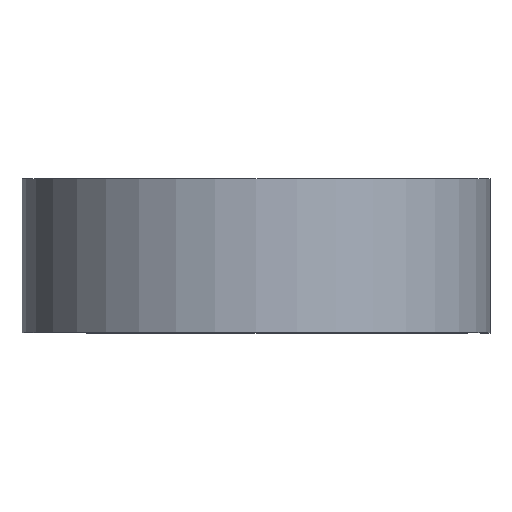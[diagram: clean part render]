
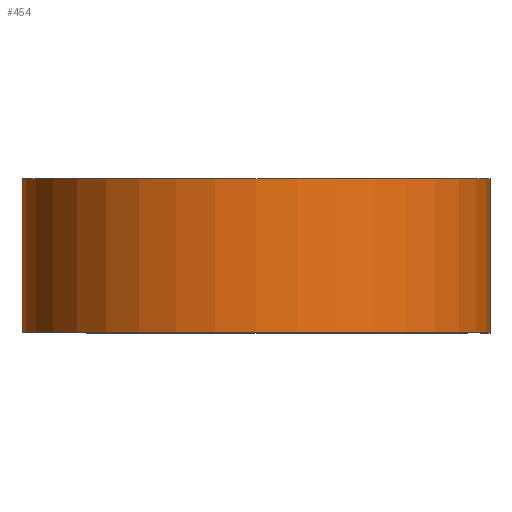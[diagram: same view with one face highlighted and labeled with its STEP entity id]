
A CAD part, top view. The second image highlights one B-rep face of the part: STEP entity #454.
In plain terms, the highlighted cylindrical face has radius 28.994 mm (diameter 57.988 mm), a partial arc.
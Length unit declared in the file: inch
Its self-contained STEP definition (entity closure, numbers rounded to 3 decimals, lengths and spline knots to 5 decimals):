
#57 = EDGE_CURVE ( 'NONE', #131, #337, #606, .T. ) ;
#112 = ORIENTED_EDGE ( 'NONE', *, *, #431, .F. ) ;
#119 = VECTOR ( 'NONE', #298, 39.37008 ) ;
#122 = LINE ( 'NONE', #251, #119 ) ;
#126 = CYLINDRICAL_SURFACE ( 'NONE', #468, 1.1415 ) ;
#127 = VERTEX_POINT ( 'NONE', #473 ) ;
#131 = VERTEX_POINT ( 'NONE', #235 ) ;
#146 = FACE_OUTER_BOUND ( 'NONE', #418, .T. ) ;
#149 = VECTOR ( 'NONE', #288, 39.37008 ) ;
#170 = LINE ( 'NONE', #673, #149 ) ;
#193 = CIRCLE ( 'NONE', #316, 1.1415 ) ;
#234 = CARTESIAN_POINT ( 'NONE',  ( 1.1415, 0.375, 0. ) ) ;
#235 = CARTESIAN_POINT ( 'NONE',  ( 0., 0.375, -1.1415 ) ) ;
#251 = CARTESIAN_POINT ( 'NONE',  ( 0., 0.375, -1.1415 ) ) ;
#254 = DIRECTION ( 'NONE',  ( 0., 0., -1. ) ) ;
#275 = ORIENTED_EDGE ( 'NONE', *, *, #485, .T. ) ;
#288 = DIRECTION ( 'NONE',  ( 0., -1., 0. ) ) ;
#298 = DIRECTION ( 'NONE',  ( 0., -1., 0. ) ) ;
#313 = ORIENTED_EDGE ( 'NONE', *, *, #730, .T. ) ;
#316 = AXIS2_PLACEMENT_3D ( 'NONE', #701, #705, #371 ) ;
#337 = VERTEX_POINT ( 'NONE', #234 ) ;
#371 = DIRECTION ( 'NONE',  ( 1., 0., 0. ) ) ;
#389 = CARTESIAN_POINT ( 'NONE',  ( 0., -0.375, -1.1415 ) ) ;
#418 = EDGE_LOOP ( 'NONE', ( #313, #112, #717, #275 ) ) ;
#426 = VERTEX_POINT ( 'NONE', #389 ) ;
#431 = EDGE_CURVE ( 'NONE', #337, #127, #170, .T. ) ;
#454 = ADVANCED_FACE ( 'NONE', ( #146 ), #126, .T. ) ;
#468 = AXIS2_PLACEMENT_3D ( 'NONE', #614, #566, #254 ) ;
#473 = CARTESIAN_POINT ( 'NONE',  ( 1.1415, -0.375, 0. ) ) ;
#485 = EDGE_CURVE ( 'NONE', #131, #426, #122, .T. ) ;
#532 = DIRECTION ( 'NONE',  ( 1., 0., 0. ) ) ;
#566 = DIRECTION ( 'NONE',  ( 0., -1., 0. ) ) ;
#579 = CARTESIAN_POINT ( 'NONE',  ( 0., 0.375, 0. ) ) ;
#581 = DIRECTION ( 'NONE',  ( 0., 1., 0. ) ) ;
#606 = CIRCLE ( 'NONE', #670, 1.1415 ) ;
#614 = CARTESIAN_POINT ( 'NONE',  ( 0., 0.375, 0. ) ) ;
#670 = AXIS2_PLACEMENT_3D ( 'NONE', #579, #581, #532 ) ;
#673 = CARTESIAN_POINT ( 'NONE',  ( 1.1415, 0.375, 0. ) ) ;
#701 = CARTESIAN_POINT ( 'NONE',  ( 0., -0.375, 0. ) ) ;
#705 = DIRECTION ( 'NONE',  ( 0., 1., 0. ) ) ;
#717 = ORIENTED_EDGE ( 'NONE', *, *, #57, .F. ) ;
#730 = EDGE_CURVE ( 'NONE', #426, #127, #193, .T. ) ;
